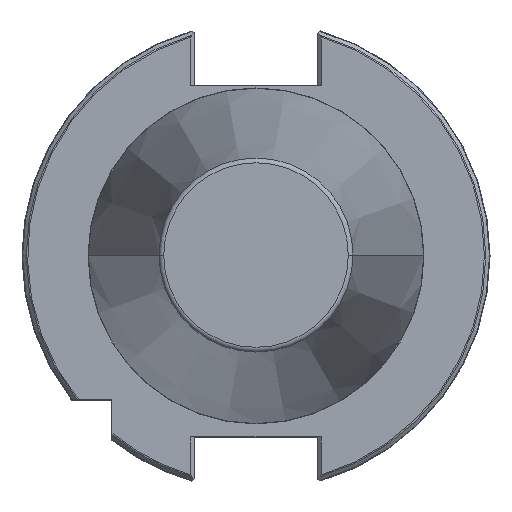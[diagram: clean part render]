
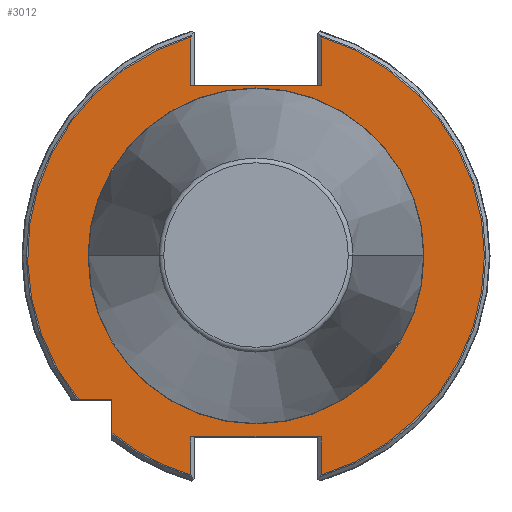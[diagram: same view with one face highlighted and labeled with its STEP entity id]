
A CAD part, top view. The second image highlights one B-rep face of the part: STEP entity #3012.
In plain terms, the highlighted planar face has unit normal (0, 0, 1).
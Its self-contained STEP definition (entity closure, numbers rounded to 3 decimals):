
#9 = EDGE_CURVE ( 'NONE', #520, #351, #3230, .T. ) ;
#12 = AXIS2_PLACEMENT_3D ( 'NONE', #1954, #377, #2214 ) ;
#30 = DIRECTION ( 'NONE',  ( 1., 0., 0. ) ) ;
#31 = EDGE_CURVE ( 'NONE', #1923, #2944, #456, .T. ) ;
#74 = ORIENTED_EDGE ( 'NONE', *, *, #1648, .F. ) ;
#99 = CARTESIAN_POINT ( 'NONE',  ( -13.55, 35.5, -3.2 ) ) ;
#100 = ORIENTED_EDGE ( 'NONE', *, *, #9, .T. ) ;
#141 = DIRECTION ( 'NONE',  ( 0., -1., 0. ) ) ;
#167 = EDGE_CURVE ( 'NONE', #313, #520, #836, .T. ) ;
#182 = LINE ( 'NONE', #2637, #1596 ) ;
#186 = EDGE_CURVE ( 'NONE', #2944, #781, #1450, .T. ) ;
#194 = EDGE_LOOP ( 'NONE', ( #676, #3321, #2692, #2208, #3103, #263, #3211, #1496, #1573, #100, #1856, #74 ) ) ;
#209 = CARTESIAN_POINT ( 'NONE',  ( -36.936, -30., -3.2 ) ) ;
#224 = DIRECTION ( 'NONE',  ( 1., 0., 0. ) ) ;
#242 = CARTESIAN_POINT ( 'NONE',  ( 0., 0., -3.2 ) ) ;
#263 = ORIENTED_EDGE ( 'NONE', *, *, #3106, .T. ) ;
#270 = CARTESIAN_POINT ( 'NONE',  ( 0., 0., -3.2 ) ) ;
#313 = VERTEX_POINT ( 'NONE', #2509 ) ;
#351 = VERTEX_POINT ( 'NONE', #886 ) ;
#377 = DIRECTION ( 'NONE',  ( 0., 0., 1. ) ) ;
#390 = ORIENTED_EDGE ( 'NONE', *, *, #2770, .F. ) ;
#422 = DIRECTION ( 'NONE',  ( 0., 1., 0. ) ) ;
#456 = CIRCLE ( 'NONE', #1076, 47.584 ) ;
#477 = VERTEX_POINT ( 'NONE', #209 ) ;
#513 = DIRECTION ( 'NONE',  ( 1., 0., 0. ) ) ;
#520 = VERTEX_POINT ( 'NONE', #99 ) ;
#549 = DIRECTION ( 'NONE',  ( 1., 0., 0. ) ) ;
#552 = FACE_OUTER_BOUND ( 'NONE', #194, .T. ) ;
#584 = DIRECTION ( 'NONE',  ( 0., 1., 0. ) ) ;
#617 = CARTESIAN_POINT ( 'NONE',  ( 47.584, 0., -3.2 ) ) ;
#676 = ORIENTED_EDGE ( 'NONE', *, *, #809, .T. ) ;
#687 = CIRCLE ( 'NONE', #2435, 47.584 ) ;
#717 = DIRECTION ( 'NONE',  ( 0., 0., 1. ) ) ;
#781 = VERTEX_POINT ( 'NONE', #3258 ) ;
#782 = CARTESIAN_POINT ( 'NONE',  ( 13.55, -45.614, -3.2 ) ) ;
#798 = DIRECTION ( 'NONE',  ( 1., 0., 0. ) ) ;
#809 = EDGE_CURVE ( 'NONE', #2030, #1923, #2704, .T. ) ;
#813 = AXIS2_PLACEMENT_3D ( 'NONE', #875, #2689, #1145 ) ;
#836 = LINE ( 'NONE', #2969, #2120 ) ;
#874 = CIRCLE ( 'NONE', #12, 47.584 ) ;
#875 = CARTESIAN_POINT ( 'NONE',  ( 0., 0., -3.2 ) ) ;
#877 = VERTEX_POINT ( 'NONE', #617 ) ;
#886 = CARTESIAN_POINT ( 'NONE',  ( -13.55, 45.614, -3.2 ) ) ;
#920 = CARTESIAN_POINT ( 'NONE',  ( -13.55, 45.816, -3.2 ) ) ;
#1076 = AXIS2_PLACEMENT_3D ( 'NONE', #1888, #3163, #798 ) ;
#1077 = CARTESIAN_POINT ( 'NONE',  ( -30., -30., -3.2 ) ) ;
#1081 = EDGE_CURVE ( 'NONE', #781, #3371, #2817, .T. ) ;
#1113 = VERTEX_POINT ( 'NONE', #3223 ) ;
#1145 = DIRECTION ( 'NONE',  ( 1., 0., 0. ) ) ;
#1168 = CARTESIAN_POINT ( 'NONE',  ( 13.55, -37.7, -3.2 ) ) ;
#1258 = CARTESIAN_POINT ( 'NONE',  ( 0., -37.7, -3.2 ) ) ;
#1286 = VERTEX_POINT ( 'NONE', #2965 ) ;
#1312 = CARTESIAN_POINT ( 'NONE',  ( -30., -30., -3.2 ) ) ;
#1320 = EDGE_CURVE ( 'NONE', #351, #477, #874, .T. ) ;
#1361 = DIRECTION ( 'NONE',  ( -1., 0., 0. ) ) ;
#1366 = EDGE_LOOP ( 'NONE', ( #390, #1542 ) ) ;
#1418 = VECTOR ( 'NONE', #141, 1000. ) ;
#1450 = LINE ( 'NONE', #2048, #2738 ) ;
#1496 = ORIENTED_EDGE ( 'NONE', *, *, #1654, .T. ) ;
#1507 = CARTESIAN_POINT ( 'NONE',  ( 0., 0., -3.2 ) ) ;
#1521 = VECTOR ( 'NONE', #1859, 1000. ) ;
#1542 = ORIENTED_EDGE ( 'NONE', *, *, #3212, .F. ) ;
#1573 = ORIENTED_EDGE ( 'NONE', *, *, #167, .T. ) ;
#1591 = VERTEX_POINT ( 'NONE', #782 ) ;
#1596 = VECTOR ( 'NONE', #1361, 1000. ) ;
#1610 = CARTESIAN_POINT ( 'NONE',  ( 13.55, 0., -3.2 ) ) ;
#1625 = CIRCLE ( 'NONE', #2656, 47.584 ) ;
#1648 = EDGE_CURVE ( 'NONE', #2030, #477, #182, .T. ) ;
#1654 = EDGE_CURVE ( 'NONE', #1113, #313, #2278, .T. ) ;
#1664 = LINE ( 'NONE', #3210, #2872 ) ;
#1789 = AXIS2_PLACEMENT_3D ( 'NONE', #1507, #717, #2541 ) ;
#1817 = DIRECTION ( 'NONE',  ( 0., 0., 1. ) ) ;
#1837 = AXIS2_PLACEMENT_3D ( 'NONE', #270, #2106, #549 ) ;
#1856 = ORIENTED_EDGE ( 'NONE', *, *, #1320, .T. ) ;
#1859 = DIRECTION ( 'NONE',  ( 0., -1., 0. ) ) ;
#1888 = CARTESIAN_POINT ( 'NONE',  ( 0., 0., -3.2 ) ) ;
#1923 = VERTEX_POINT ( 'NONE', #2027 ) ;
#1954 = CARTESIAN_POINT ( 'NONE',  ( 0., 0., -3.2 ) ) ;
#1990 = CARTESIAN_POINT ( 'NONE',  ( -13.55, -45.614, -3.2 ) ) ;
#2027 = CARTESIAN_POINT ( 'NONE',  ( -30., -36.936, -3.2 ) ) ;
#2030 = VERTEX_POINT ( 'NONE', #1077 ) ;
#2048 = CARTESIAN_POINT ( 'NONE',  ( -13.55, 0., -3.2 ) ) ;
#2076 = DIRECTION ( 'NONE',  ( 0., 0., 1. ) ) ;
#2106 = DIRECTION ( 'NONE',  ( 0., 0., 1. ) ) ;
#2120 = VECTOR ( 'NONE', #3244, 1000. ) ;
#2208 = ORIENTED_EDGE ( 'NONE', *, *, #1081, .T. ) ;
#2214 = DIRECTION ( 'NONE',  ( 1., 0., 0. ) ) ;
#2273 = PLANE ( 'NONE',  #1789 ) ;
#2278 = LINE ( 'NONE', #1610, #1521 ) ;
#2435 = AXIS2_PLACEMENT_3D ( 'NONE', #242, #2076, #513 ) ;
#2509 = CARTESIAN_POINT ( 'NONE',  ( 13.55, 35.5, -3.2 ) ) ;
#2541 = DIRECTION ( 'NONE',  ( 1., 0., 0. ) ) ;
#2560 = FACE_BOUND ( 'NONE', #1366, .T. ) ;
#2564 = CARTESIAN_POINT ( 'NONE',  ( 35., 0., -3.2 ) ) ;
#2590 = EDGE_CURVE ( 'NONE', #877, #1113, #687, .T. ) ;
#2637 = CARTESIAN_POINT ( 'NONE',  ( -30., -30., -3.2 ) ) ;
#2656 = AXIS2_PLACEMENT_3D ( 'NONE', #3377, #1817, #224 ) ;
#2689 = DIRECTION ( 'NONE',  ( 0., 0., 1. ) ) ;
#2692 = ORIENTED_EDGE ( 'NONE', *, *, #186, .T. ) ;
#2704 = LINE ( 'NONE', #1312, #1418 ) ;
#2738 = VECTOR ( 'NONE', #584, 1000. ) ;
#2770 = EDGE_CURVE ( 'NONE', #3076, #1286, #3209, .T. ) ;
#2815 = EDGE_CURVE ( 'NONE', #3371, #1591, #1664, .T. ) ;
#2817 = LINE ( 'NONE', #1258, #2978 ) ;
#2832 = CIRCLE ( 'NONE', #1837, 35. ) ;
#2872 = VECTOR ( 'NONE', #2955, 1000. ) ;
#2944 = VERTEX_POINT ( 'NONE', #1990 ) ;
#2955 = DIRECTION ( 'NONE',  ( 0., -1., 0. ) ) ;
#2965 = CARTESIAN_POINT ( 'NONE',  ( -35., 0., -3.2 ) ) ;
#2969 = CARTESIAN_POINT ( 'NONE',  ( 0., 35.5, -3.2 ) ) ;
#2978 = VECTOR ( 'NONE', #30, 1000. ) ;
#3012 = ADVANCED_FACE ( 'NONE', ( #552, #2560 ), #2273, .T. ) ;
#3076 = VERTEX_POINT ( 'NONE', #2564 ) ;
#3103 = ORIENTED_EDGE ( 'NONE', *, *, #2815, .T. ) ;
#3106 = EDGE_CURVE ( 'NONE', #1591, #877, #1625, .T. ) ;
#3151 = VECTOR ( 'NONE', #422, 1000. ) ;
#3163 = DIRECTION ( 'NONE',  ( 0., 0., 1. ) ) ;
#3209 = CIRCLE ( 'NONE', #813, 35. ) ;
#3210 = CARTESIAN_POINT ( 'NONE',  ( 13.55, -45.816, -3.2 ) ) ;
#3211 = ORIENTED_EDGE ( 'NONE', *, *, #2590, .T. ) ;
#3212 = EDGE_CURVE ( 'NONE', #1286, #3076, #2832, .T. ) ;
#3223 = CARTESIAN_POINT ( 'NONE',  ( 13.55, 45.614, -3.2 ) ) ;
#3230 = LINE ( 'NONE', #920, #3151 ) ;
#3244 = DIRECTION ( 'NONE',  ( -1., 0., 0. ) ) ;
#3258 = CARTESIAN_POINT ( 'NONE',  ( -13.55, -37.7, -3.2 ) ) ;
#3321 = ORIENTED_EDGE ( 'NONE', *, *, #31, .T. ) ;
#3371 = VERTEX_POINT ( 'NONE', #1168 ) ;
#3377 = CARTESIAN_POINT ( 'NONE',  ( 0., 0., -3.2 ) ) ;
